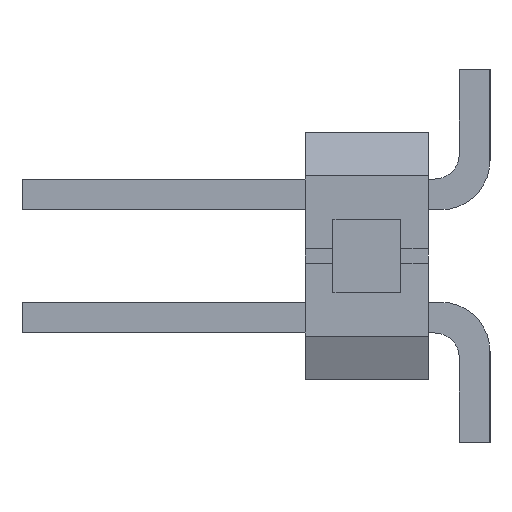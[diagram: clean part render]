
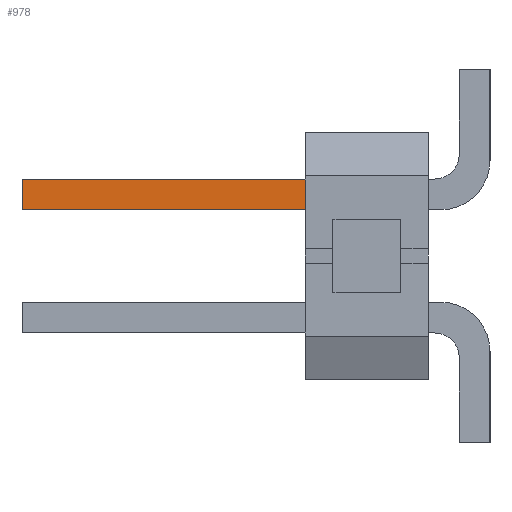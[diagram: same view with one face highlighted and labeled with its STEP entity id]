
A CAD part, left-side view. The second image highlights one B-rep face of the part: STEP entity #978.
In plain terms, the highlighted planar face has unit normal (-1, 0, 0).
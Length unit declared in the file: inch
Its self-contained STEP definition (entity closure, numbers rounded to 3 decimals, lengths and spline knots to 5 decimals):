
#978 = ADVANCED_FACE( '', ( #2291 ), #2292, .F. );
#2291 = FACE_OUTER_BOUND( '', #3951, .T. );
#2292 = PLANE( '', #3952 );
#3951 = EDGE_LOOP( '', ( #6956, #6957, #6958, #6959 ) );
#3952 = AXIS2_PLACEMENT_3D( '', #6960, #6961, #6962 );
#6956 = ORIENTED_EDGE( '', *, *, #11555, .F. );
#6957 = ORIENTED_EDGE( '', *, *, #10712, .T. );
#6958 = ORIENTED_EDGE( '', *, *, #11247, .F. );
#6959 = ORIENTED_EDGE( '', *, *, #11556, .F. );
#6960 = CARTESIAN_POINT( '', ( -0.3625, 0.04, 0.0275 ) );
#6961 = DIRECTION( '', ( 1., 0., 0. ) );
#6962 = DIRECTION( '', ( 0., 0., -1. ) );
#10712 = EDGE_CURVE( '', #13138, #13136, #13139, .T. );
#11247 = EDGE_CURVE( '', #14039, #13136, #14041, .T. );
#11555 = EDGE_CURVE( '', #13138, #14528, #14529, .T. );
#11556 = EDGE_CURVE( '', #14528, #14039, #14530, .T. );
#13136 = VERTEX_POINT( '', #16634 );
#13138 = VERTEX_POINT( '', #16637 );
#13139 = LINE( '', #16638, #16639 );
#14039 = VERTEX_POINT( '', #17961 );
#14041 = LINE( '', #17964, #17965 );
#14528 = VERTEX_POINT( '', #18685 );
#14529 = LINE( '', #18686, #18687 );
#14530 = LINE( '', #18688, #18689 );
#16634 = CARTESIAN_POINT( '', ( -0.3625, 0.105, 0.0125 ) );
#16637 = CARTESIAN_POINT( '', ( -0.3625, 0.105, -0.0125 ) );
#16638 = CARTESIAN_POINT( '', ( -0.3625, 0.105, 0.0275 ) );
#16639 = VECTOR( '', #20775, 39.37008 );
#17961 = CARTESIAN_POINT( '', ( -0.3625, 0.38, 0.0125 ) );
#17964 = CARTESIAN_POINT( '', ( -0.3625, 0.38, 0.0125 ) );
#17965 = VECTOR( '', #21280, 39.37008 );
#18685 = CARTESIAN_POINT( '', ( -0.3625, 0.38, -0.0125 ) );
#18686 = CARTESIAN_POINT( '', ( -0.3625, 0.04, -0.0125 ) );
#18687 = VECTOR( '', #21541, 39.37008 );
#18688 = CARTESIAN_POINT( '', ( -0.3625, 0.38, -0.0125 ) );
#18689 = VECTOR( '', #21542, 39.37008 );
#20775 = DIRECTION( '', ( 0., 0., 1. ) );
#21280 = DIRECTION( '', ( 0., -1., 0. ) );
#21541 = DIRECTION( '', ( 0., 1., 0. ) );
#21542 = DIRECTION( '', ( 0., 0., 1. ) );
